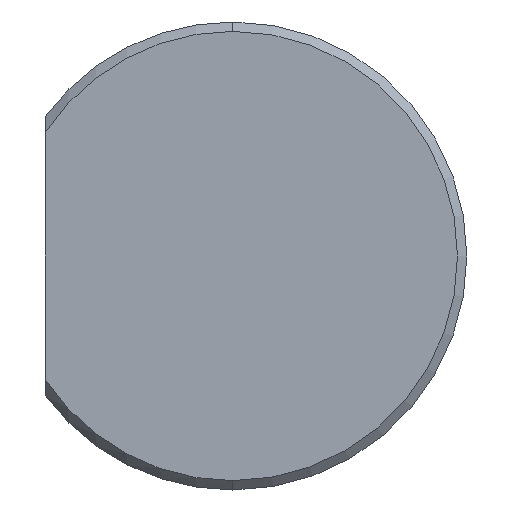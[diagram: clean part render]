
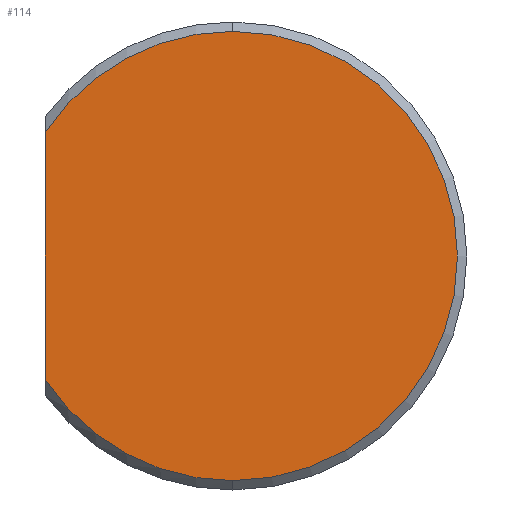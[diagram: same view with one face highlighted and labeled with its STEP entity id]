
A CAD part, front view. The second image highlights one B-rep face of the part: STEP entity #114.
In plain terms, the highlighted planar face has unit normal (0, -1, 0).
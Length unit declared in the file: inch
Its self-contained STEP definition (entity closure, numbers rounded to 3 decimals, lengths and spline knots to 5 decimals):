
#2 = ORIENTED_EDGE ( 'NONE', *, *, #348, .T. ) ;
#6 = VERTEX_POINT ( 'NONE', #254 ) ;
#12 = DIRECTION ( 'NONE',  ( 0., 0., 1. ) ) ;
#21 = ORIENTED_EDGE ( 'NONE', *, *, #56, .T. ) ;
#27 = ORIENTED_EDGE ( 'NONE', *, *, #106, .T. ) ;
#39 = DIRECTION ( 'NONE',  ( 0., 1., 0. ) ) ;
#56 = EDGE_CURVE ( 'NONE', #279, #103, #334, .T. ) ;
#57 = CARTESIAN_POINT ( 'NONE',  ( -0.10015, 0., -0.06583 ) ) ;
#72 = CARTESIAN_POINT ( 'NONE',  ( 0., 0., 0. ) ) ;
#80 = EDGE_CURVE ( 'NONE', #245, #103, #312, .T. ) ;
#81 = AXIS2_PLACEMENT_3D ( 'NONE', #126, #344, #159 ) ;
#103 = VERTEX_POINT ( 'NONE', #414 ) ;
#106 = EDGE_CURVE ( 'NONE', #245, #6, #389, .T. ) ;
#114 = ADVANCED_FACE ( 'NONE', ( #383 ), #243, .F. ) ;
#126 = CARTESIAN_POINT ( 'NONE',  ( 0., 0., 0. ) ) ;
#146 = EDGE_LOOP ( 'NONE', ( #355, #27, #2, #21 ) ) ;
#149 = AXIS2_PLACEMENT_3D ( 'NONE', #392, #214, #417 ) ;
#159 = DIRECTION ( 'NONE',  ( 0., 0., 1. ) ) ;
#171 = AXIS2_PLACEMENT_3D ( 'NONE', #240, #365, #242 ) ;
#214 = DIRECTION ( 'NONE',  ( 0., -1., 0. ) ) ;
#227 = CIRCLE ( 'NONE', #81, 0.11985 ) ;
#230 = VECTOR ( 'NONE', #12, 39.37008 ) ;
#238 = CARTESIAN_POINT ( 'NONE',  ( -0.10015, 0., -0.07455 ) ) ;
#240 = CARTESIAN_POINT ( 'NONE',  ( 0., 0., 0. ) ) ;
#242 = DIRECTION ( 'NONE',  ( 0., 0., 1. ) ) ;
#243 = PLANE ( 'NONE',  #409 ) ;
#245 = VERTEX_POINT ( 'NONE', #57 ) ;
#250 = CARTESIAN_POINT ( 'NONE',  ( 0., 0., 0.11985 ) ) ;
#254 = CARTESIAN_POINT ( 'NONE',  ( 0., 0., -0.11985 ) ) ;
#275 = DIRECTION ( 'NONE',  ( 0., 0., 1. ) ) ;
#279 = VERTEX_POINT ( 'NONE', #250 ) ;
#312 = LINE ( 'NONE', #238, #230 ) ;
#334 = CIRCLE ( 'NONE', #171, 0.11985 ) ;
#344 = DIRECTION ( 'NONE',  ( 0., -1., 0. ) ) ;
#348 = EDGE_CURVE ( 'NONE', #6, #279, #227, .T. ) ;
#355 = ORIENTED_EDGE ( 'NONE', *, *, #80, .F. ) ;
#365 = DIRECTION ( 'NONE',  ( 0., -1., 0. ) ) ;
#383 = FACE_OUTER_BOUND ( 'NONE', #146, .T. ) ;
#389 = CIRCLE ( 'NONE', #149, 0.11985 ) ;
#392 = CARTESIAN_POINT ( 'NONE',  ( 0., 0., 0. ) ) ;
#409 = AXIS2_PLACEMENT_3D ( 'NONE', #72, #39, #275 ) ;
#414 = CARTESIAN_POINT ( 'NONE',  ( -0.10015, 0., 0.06583 ) ) ;
#417 = DIRECTION ( 'NONE',  ( 0., 0., 1. ) ) ;
